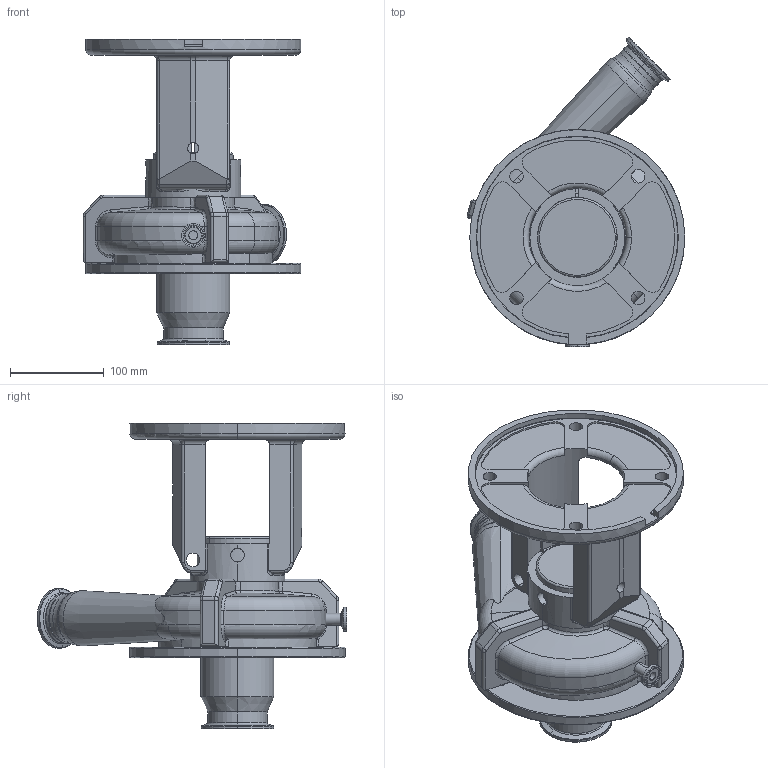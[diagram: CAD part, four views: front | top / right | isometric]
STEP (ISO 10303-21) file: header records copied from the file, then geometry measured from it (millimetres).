
FILE_DESCRIPTION (( 'STEP AP214' ), '1' );
FILE_NAME ('FPR 3521-3522 180-250TC 45L 1-2 IN STR DRAIN.STEP', '2022-12-22T18:59:12', ( '' ), ( '' ), 'SwSTEP 2.0', 'SolidWorks 2021', '' );
FILE_SCHEMA (( 'AUTOMOTIVE_DESIGN' ));
Length unit declared in the file: millimetre
Products named in the file (1): FPR 3521-3522 180-250TC 45L 1-2 IN STR DRAIN
Bounding box: 232.81 x 331.2 x 326.5 mm (x, y, z)
Volume: 3209623 mm3; surface area: 413411.7 mm2
Topology: 1 solids, 2 shells, 468 faces, 1197 edges, 725 vertices
Faces by surface type: cylinder 178, torus 99, plane 85, bspline 58, cone 43, sphere 5
Entity records: 19924 total; most frequent: CARTESIAN_POINT 8955, ORIENTED_EDGE 2382, DIRECTION 2273, EDGE_CURVE 1191, AXIS2_PLACEMENT_3D 948, VERTEX_POINT 725, CIRCLE 537, EDGE_LOOP 496
